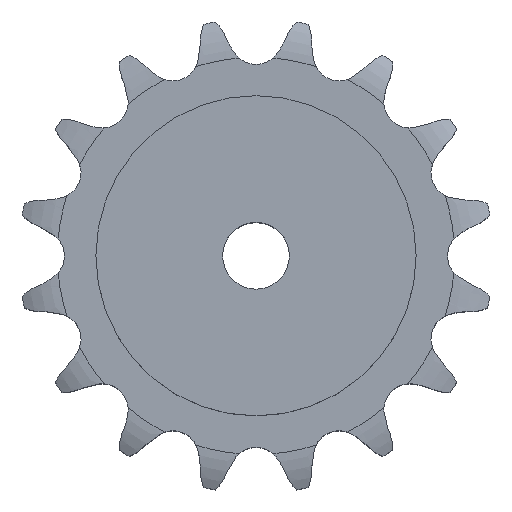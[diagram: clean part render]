
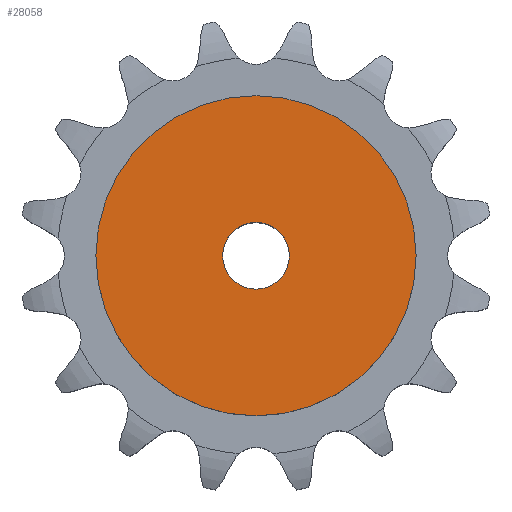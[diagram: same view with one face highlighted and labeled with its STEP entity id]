
A CAD part, top view. The second image highlights one B-rep face of the part: STEP entity #28058.
In plain terms, the highlighted planar face has unit normal (0, 0, 1).
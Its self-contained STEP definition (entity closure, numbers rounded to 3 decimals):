
#15113 = CYLINDRICAL_SURFACE('',#15114,12.5);
#15114 = AXIS2_PLACEMENT_3D('',#15115,#15116,#15117);
#15115 = CARTESIAN_POINT('',(0.,0.,289.657));
#15116 = DIRECTION('',(0.,0.,1.));
#15117 = DIRECTION('',(1.,0.,0.));
#19189 = EDGE_CURVE('',#19190,#19190,#19192,.T.);
#19190 = VERTEX_POINT('',#19191);
#19191 = CARTESIAN_POINT('',(12.5,0.,80.));
#19192 = SURFACE_CURVE('',#19193,(#19198,#19205),.PCURVE_S1.);
#19193 = CIRCLE('',#19194,12.5);
#19194 = AXIS2_PLACEMENT_3D('',#19195,#19196,#19197);
#19195 = CARTESIAN_POINT('',(0.,0.,80.));
#19196 = DIRECTION('',(0.,0.,1.));
#19197 = DIRECTION('',(1.,0.,0.));
#19198 = PCURVE('',#15113,#19199);
#19199 = DEFINITIONAL_REPRESENTATION('',(#19200),#19204);
#19200 = LINE('',#19201,#19202);
#19201 = CARTESIAN_POINT('',(0.,-209.657));
#19202 = VECTOR('',#19203,1.);
#19203 = DIRECTION('',(1.,0.));
#19204 = ( GEOMETRIC_REPRESENTATION_CONTEXT(2) 
PARAMETRIC_REPRESENTATION_CONTEXT() REPRESENTATION_CONTEXT('2D SPACE',''
  ) );
#19205 = PCURVE('',#19206,#19211);
#19206 = PLANE('',#19207);
#19207 = AXIS2_PLACEMENT_3D('',#19208,#19209,#19210);
#19208 = CARTESIAN_POINT('',(0.,0.,80.)
  );
#19209 = DIRECTION('',(0.,0.,1.));
#19210 = DIRECTION('',(1.,0.,0.));
#19211 = DEFINITIONAL_REPRESENTATION('',(#19212),#19216);
#19212 = CIRCLE('',#19213,12.5);
#19213 = AXIS2_PLACEMENT_2D('',#19214,#19215);
#19214 = CARTESIAN_POINT('',(0.,0.));
#19215 = DIRECTION('',(1.,0.));
#19216 = ( GEOMETRIC_REPRESENTATION_CONTEXT(2) 
PARAMETRIC_REPRESENTATION_CONTEXT() REPRESENTATION_CONTEXT('2D SPACE',''
  ) );
#28058 = ADVANCED_FACE('',(#28059,#28090),#19206,.T.);
#28059 = FACE_BOUND('',#28060,.T.);
#28060 = EDGE_LOOP('',(#28061));
#28061 = ORIENTED_EDGE('',*,*,#28062,.T.);
#28062 = EDGE_CURVE('',#28063,#28063,#28065,.T.);
#28063 = VERTEX_POINT('',#28064);
#28064 = CARTESIAN_POINT('',(60.,0.,80.));
#28065 = SURFACE_CURVE('',#28066,(#28071,#28078),.PCURVE_S1.);
#28066 = CIRCLE('',#28067,60.);
#28067 = AXIS2_PLACEMENT_3D('',#28068,#28069,#28070);
#28068 = CARTESIAN_POINT('',(0.,0.,80.));
#28069 = DIRECTION('',(0.,0.,1.));
#28070 = DIRECTION('',(1.,0.,0.));
#28071 = PCURVE('',#19206,#28072);
#28072 = DEFINITIONAL_REPRESENTATION('',(#28073),#28077);
#28073 = CIRCLE('',#28074,60.);
#28074 = AXIS2_PLACEMENT_2D('',#28075,#28076);
#28075 = CARTESIAN_POINT('',(0.,0.));
#28076 = DIRECTION('',(1.,0.));
#28077 = ( GEOMETRIC_REPRESENTATION_CONTEXT(2) 
PARAMETRIC_REPRESENTATION_CONTEXT() REPRESENTATION_CONTEXT('2D SPACE',''
  ) );
#28078 = PCURVE('',#28079,#28084);
#28079 = CYLINDRICAL_SURFACE('',#28080,60.);
#28080 = AXIS2_PLACEMENT_3D('',#28081,#28082,#28083);
#28081 = CARTESIAN_POINT('',(0.,0.,0.));
#28082 = DIRECTION('',(-0.,-0.,-1.));
#28083 = DIRECTION('',(1.,0.,0.));
#28084 = DEFINITIONAL_REPRESENTATION('',(#28085),#28089);
#28085 = LINE('',#28086,#28087);
#28086 = CARTESIAN_POINT('',(-0.,-80.));
#28087 = VECTOR('',#28088,1.);
#28088 = DIRECTION('',(-1.,0.));
#28089 = ( GEOMETRIC_REPRESENTATION_CONTEXT(2) 
PARAMETRIC_REPRESENTATION_CONTEXT() REPRESENTATION_CONTEXT('2D SPACE',''
  ) );
#28090 = FACE_BOUND('',#28091,.T.);
#28091 = EDGE_LOOP('',(#28092));
#28092 = ORIENTED_EDGE('',*,*,#19189,.F.);
